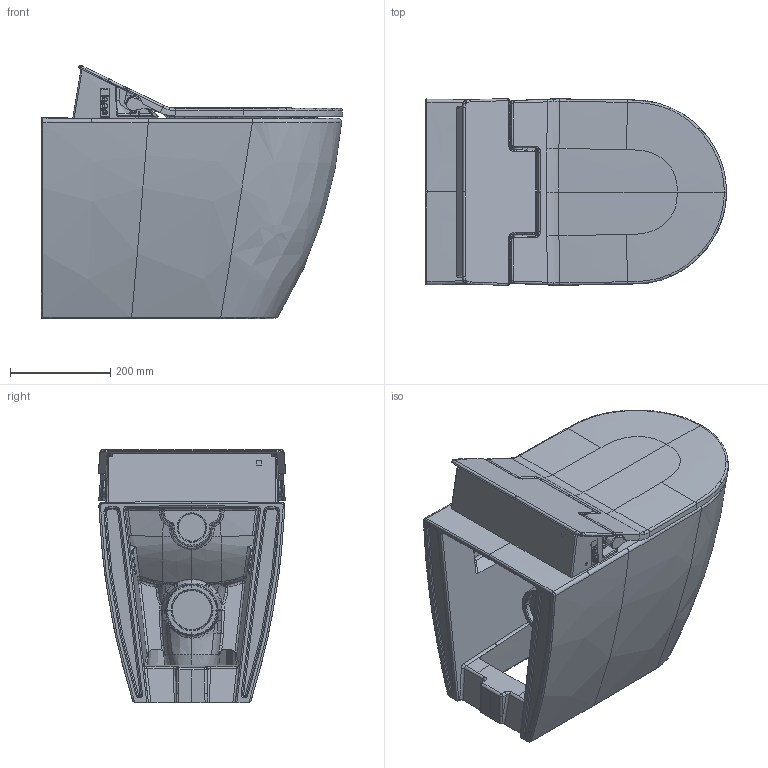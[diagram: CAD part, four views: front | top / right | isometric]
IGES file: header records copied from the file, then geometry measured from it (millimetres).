
Global section: file name: No Iges File Name specified; native system: Autodesk Inventor 2011; preprocessor: AutoDesk Inventor Iges Exporter R2011; author: Administrator; date: 20150604.082433; units: millimetre
Bounding box: 601.67 x 373.71 x 506.11 mm (x, y, z)
Volume: 31982590.5 mm3; surface area: 2515842.6 mm2
Topology: 20 solids, 20 shells, 3255 faces, 12723 edges, 9609 vertices
Faces by surface type: bspline 1584, plane 655, revolution 501, cylinder 334, sphere 82, cone 51, torus 48
